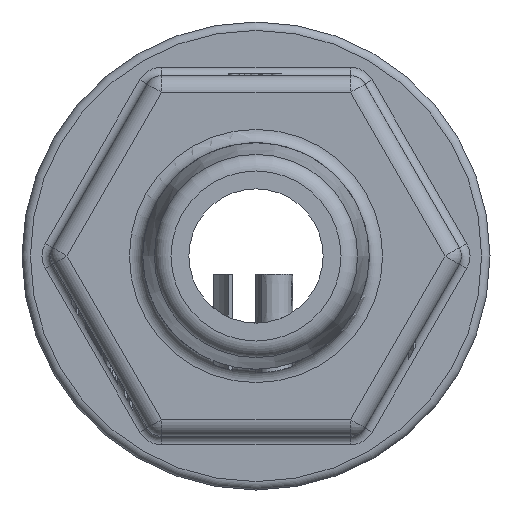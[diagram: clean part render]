
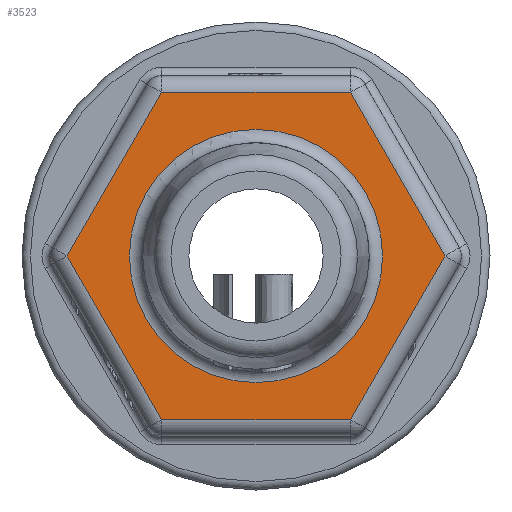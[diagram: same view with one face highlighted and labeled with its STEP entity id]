
A CAD part, front view. The second image highlights one B-rep face of the part: STEP entity #3523.
In plain terms, the highlighted planar face has unit normal (0, -1, 0).
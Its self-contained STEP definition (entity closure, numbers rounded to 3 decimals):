
#713=PLANE('',#10790);
#1450=LINE('',#19015,#2584);
#1451=LINE('',#19018,#2585);
#1452=LINE('',#19020,#2586);
#1453=LINE('',#19022,#2587);
#1454=LINE('',#19024,#2588);
#1455=LINE('',#19025,#2589);
#2584=VECTOR('',#11785,1.);
#2585=VECTOR('',#11786,1.);
#2586=VECTOR('',#11787,1.);
#2587=VECTOR('',#11788,1.);
#2588=VECTOR('',#11789,1.);
#2589=VECTOR('',#11790,1.);
#3523=ADVANCED_FACE('',(#4104,#4105),#713,.F.);
#4104=FACE_BOUND('',#4220,.T.);
#4105=FACE_BOUND('',#4221,.T.);
#4220=EDGE_LOOP('',(#5415));
#4221=EDGE_LOOP('',(#5416,#5417,#5418,#5419,#5420,#5421));
#4778=CIRCLE('',#10725,7.571);
#5415=ORIENTED_EDGE('',*,*,#9232,.T.);
#5416=ORIENTED_EDGE('',*,*,#9386,.T.);
#5417=ORIENTED_EDGE('',*,*,#9387,.T.);
#5418=ORIENTED_EDGE('',*,*,#9388,.T.);
#5419=ORIENTED_EDGE('',*,*,#9389,.T.);
#5420=ORIENTED_EDGE('',*,*,#9390,.T.);
#5421=ORIENTED_EDGE('',*,*,#9391,.T.);
#8225=VERTEX_POINT('',#14958);
#8234=VERTEX_POINT('',#14982);
#8361=VERTEX_POINT('',#19016);
#8362=VERTEX_POINT('',#19017);
#8363=VERTEX_POINT('',#19019);
#8364=VERTEX_POINT('',#19021);
#8365=VERTEX_POINT('',#19023);
#9232=EDGE_CURVE('',#8225,#8225,#4778,.T.);
#9386=EDGE_CURVE('',#8361,#8362,#1450,.T.);
#9387=EDGE_CURVE('',#8362,#8363,#1451,.T.);
#9388=EDGE_CURVE('',#8363,#8364,#1452,.T.);
#9389=EDGE_CURVE('',#8364,#8365,#1453,.T.);
#9390=EDGE_CURVE('',#8365,#8234,#1454,.T.);
#9391=EDGE_CURVE('',#8234,#8361,#1455,.T.);
#10725=AXIS2_PLACEMENT_3D('',#14957,#11605,#11606);
#10790=AXIS2_PLACEMENT_3D('',#19026,#11791,#11792);
#11605=DIRECTION('',(0.,1.,0.));
#11606=DIRECTION('',(-1.,0.,0.));
#11785=DIRECTION('',(1.,0.,0.));
#11786=DIRECTION('',(0.5,0.,0.866));
#11787=DIRECTION('',(-0.5,0.,0.866));
#11788=DIRECTION('',(-1.,0.,0.));
#11789=DIRECTION('',(-0.5,0.,-0.866));
#11790=DIRECTION('',(0.5,0.,-0.866));
#11791=DIRECTION('',(0.,1.,0.));
#11792=DIRECTION('',(0.,0.,-1.));
#14957=CARTESIAN_POINT('',(90.5,15.53,0.));
#14958=CARTESIAN_POINT('',(82.929,15.53,0.));
#14982=CARTESIAN_POINT('',(79.208,15.53,0.));
#19015=CARTESIAN_POINT('',(96.146,15.53,-9.779));
#19016=CARTESIAN_POINT('',(84.854,15.53,-9.779));
#19017=CARTESIAN_POINT('',(96.146,15.53,-9.779));
#19018=CARTESIAN_POINT('',(101.792,15.53,0.));
#19019=CARTESIAN_POINT('',(101.792,15.53,0.));
#19020=CARTESIAN_POINT('',(96.146,15.53,9.779));
#19021=CARTESIAN_POINT('',(96.146,15.53,9.779));
#19022=CARTESIAN_POINT('',(84.854,15.53,9.779));
#19023=CARTESIAN_POINT('',(84.854,15.53,9.779));
#19024=CARTESIAN_POINT('',(79.208,15.53,0.));
#19025=CARTESIAN_POINT('',(84.854,15.53,-9.779));
#19026=CARTESIAN_POINT('',(90.5,15.53,12.45));
